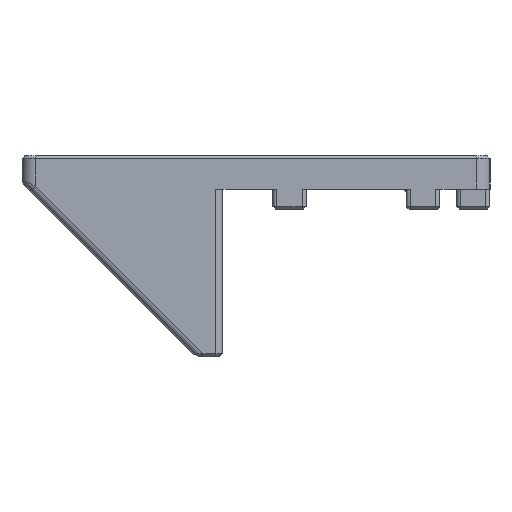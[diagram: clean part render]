
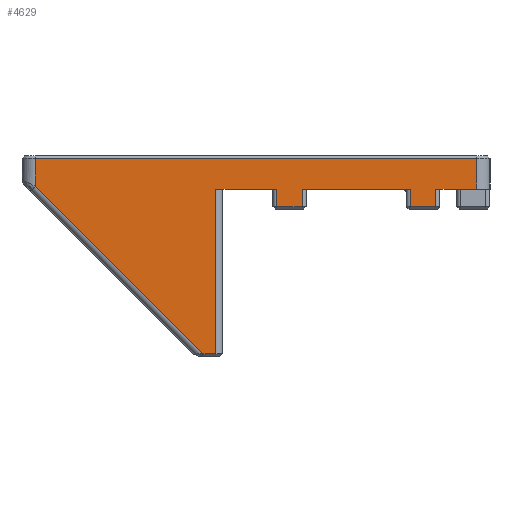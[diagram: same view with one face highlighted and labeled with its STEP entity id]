
A CAD part, left-side view. The second image highlights one B-rep face of the part: STEP entity #4629.
In plain terms, the highlighted planar face has unit normal (-1, 0, 0).
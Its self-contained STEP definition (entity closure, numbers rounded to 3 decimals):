
#15=B_SPLINE_CURVE_WITH_KNOTS('',3,(#7670,#7671,#7672,#7673),
 .UNSPECIFIED.,.F.,.F.,(4,4),(-1.571,-1.291),
 .UNSPECIFIED.);
#306=LINE('',#7623,#740);
#323=LINE('',#7662,#757);
#324=LINE('',#7666,#758);
#325=LINE('',#7668,#759);
#326=LINE('',#7675,#760);
#327=LINE('',#7677,#761);
#328=LINE('',#7679,#762);
#329=LINE('',#7681,#763);
#330=LINE('',#7683,#764);
#331=LINE('',#7685,#765);
#332=LINE('',#7687,#766);
#333=LINE('',#7689,#767);
#334=LINE('',#7691,#768);
#335=LINE('',#7693,#769);
#336=LINE('',#7694,#770);
#740=VECTOR('',#5711,10.);
#757=VECTOR('',#5744,10.);
#758=VECTOR('',#5749,10.);
#759=VECTOR('',#5750,10.);
#760=VECTOR('',#5751,10.);
#761=VECTOR('',#5752,10.);
#762=VECTOR('',#5753,10.);
#763=VECTOR('',#5754,10.);
#764=VECTOR('',#5755,10.);
#765=VECTOR('',#5756,10.);
#766=VECTOR('',#5757,10.);
#767=VECTOR('',#5758,10.);
#768=VECTOR('',#5759,10.);
#769=VECTOR('',#5760,10.);
#770=VECTOR('',#5761,10.);
#1120=PLANE('',#5004);
#1286=FACE_OUTER_BOUND('',#1589,.T.);
#1589=EDGE_LOOP('',(#3442,#3443,#3444,#3445,#3446,#3447,#3448,#3449,#3450,
#3451,#3452,#3453,#3454,#3455,#3456,#3457));
#2161=VERTEX_POINT('',#7617);
#2162=VERTEX_POINT('',#7621);
#2176=VERTEX_POINT('',#7661);
#2177=VERTEX_POINT('',#7665);
#2178=VERTEX_POINT('',#7667);
#2179=VERTEX_POINT('',#7669);
#2180=VERTEX_POINT('',#7674);
#2181=VERTEX_POINT('',#7676);
#2182=VERTEX_POINT('',#7678);
#2183=VERTEX_POINT('',#7680);
#2184=VERTEX_POINT('',#7682);
#2185=VERTEX_POINT('',#7684);
#2186=VERTEX_POINT('',#7686);
#2187=VERTEX_POINT('',#7688);
#2188=VERTEX_POINT('',#7690);
#2189=VERTEX_POINT('',#7692);
#2626=EDGE_CURVE('',#2162,#2161,#306,.T.);
#2645=EDGE_CURVE('',#2161,#2176,#323,.T.);
#2647=EDGE_CURVE('',#2177,#2162,#324,.T.);
#2648=EDGE_CURVE('',#2178,#2177,#325,.T.);
#2649=EDGE_CURVE('',#2179,#2178,#15,.T.);
#2650=EDGE_CURVE('',#2180,#2179,#326,.T.);
#2651=EDGE_CURVE('',#2181,#2180,#327,.T.);
#2652=EDGE_CURVE('',#2182,#2181,#328,.T.);
#2653=EDGE_CURVE('',#2183,#2182,#329,.T.);
#2654=EDGE_CURVE('',#2184,#2183,#330,.T.);
#2655=EDGE_CURVE('',#2185,#2184,#331,.T.);
#2656=EDGE_CURVE('',#2186,#2185,#332,.T.);
#2657=EDGE_CURVE('',#2187,#2186,#333,.T.);
#2658=EDGE_CURVE('',#2188,#2187,#334,.T.);
#2659=EDGE_CURVE('',#2189,#2188,#335,.T.);
#2660=EDGE_CURVE('',#2176,#2189,#336,.T.);
#3442=ORIENTED_EDGE('',*,*,#2626,.F.);
#3443=ORIENTED_EDGE('',*,*,#2647,.F.);
#3444=ORIENTED_EDGE('',*,*,#2648,.F.);
#3445=ORIENTED_EDGE('',*,*,#2649,.F.);
#3446=ORIENTED_EDGE('',*,*,#2650,.F.);
#3447=ORIENTED_EDGE('',*,*,#2651,.F.);
#3448=ORIENTED_EDGE('',*,*,#2652,.F.);
#3449=ORIENTED_EDGE('',*,*,#2653,.F.);
#3450=ORIENTED_EDGE('',*,*,#2654,.F.);
#3451=ORIENTED_EDGE('',*,*,#2655,.F.);
#3452=ORIENTED_EDGE('',*,*,#2656,.F.);
#3453=ORIENTED_EDGE('',*,*,#2657,.F.);
#3454=ORIENTED_EDGE('',*,*,#2658,.F.);
#3455=ORIENTED_EDGE('',*,*,#2659,.F.);
#3456=ORIENTED_EDGE('',*,*,#2660,.F.);
#3457=ORIENTED_EDGE('',*,*,#2645,.F.);
#4629=ADVANCED_FACE('',(#1286),#1120,.T.);
#5004=AXIS2_PLACEMENT_3D('',#7664,#5747,#5748);
#5711=DIRECTION('',(0.,-1.,0.));
#5744=DIRECTION('',(0.,0.,-1.));
#5747=DIRECTION('center_axis',(-1.,0.,0.));
#5748=DIRECTION('ref_axis',(0.,1.,0.));
#5749=DIRECTION('',(0.,0.,1.));
#5750=DIRECTION('',(0.,0.707,0.707));
#5751=DIRECTION('',(0.,1.,0.));
#5752=DIRECTION('',(0.,0.,-1.));
#5753=DIRECTION('',(0.,1.,0.));
#5754=DIRECTION('',(0.,0.,1.));
#5755=DIRECTION('',(0.,1.,0.));
#5756=DIRECTION('',(0.,0.,-1.));
#5757=DIRECTION('',(0.,1.,0.));
#5758=DIRECTION('',(0.,0.,1.));
#5759=DIRECTION('',(0.,1.,0.));
#5760=DIRECTION('',(0.,0.,-1.));
#5761=DIRECTION('',(0.,1.,0.));
#7617=CARTESIAN_POINT('',(-130.3,46.512,192.755));
#7621=CARTESIAN_POINT('',(-130.3,112.512,192.755));
#7623=CARTESIAN_POINT('',(-130.3,62.012,192.755));
#7661=CARTESIAN_POINT('',(-130.3,46.512,188.155));
#7662=CARTESIAN_POINT('',(-130.3,46.512,193.155));
#7664=CARTESIAN_POINT('Origin',(-130.3,44.512,193.155));
#7665=CARTESIAN_POINT('',(-130.3,112.512,188.57));
#7666=CARTESIAN_POINT('',(-130.3,112.512,193.155));
#7667=CARTESIAN_POINT('',(-130.3,87.495,163.554));
#7668=CARTESIAN_POINT('',(-130.3,97.304,173.363));
#7669=CARTESIAN_POINT('',(-130.3,87.097,163.555));
#7670=CARTESIAN_POINT('Ctrl Pts',(-130.3,87.097,163.555));
#7671=CARTESIAN_POINT('Ctrl Pts',(-130.3,87.229,163.555));
#7672=CARTESIAN_POINT('Ctrl Pts',(-130.3,87.361,163.556));
#7673=CARTESIAN_POINT('Ctrl Pts',(-130.3,87.495,163.554));
#7674=CARTESIAN_POINT('',(-130.3,85.512,163.555));
#7675=CARTESIAN_POINT('',(-130.3,72.012,163.555));
#7676=CARTESIAN_POINT('',(-130.3,85.512,188.155));
#7677=CARTESIAN_POINT('',(-130.3,85.512,193.155));
#7678=CARTESIAN_POINT('',(-130.3,76.412,188.155));
#7679=CARTESIAN_POINT('',(-130.3,84.512,188.155));
#7680=CARTESIAN_POINT('',(-130.3,76.412,185.555));
#7681=CARTESIAN_POINT('',(-130.3,76.412,190.655));
#7682=CARTESIAN_POINT('',(-130.3,72.612,185.555));
#7683=CARTESIAN_POINT('',(-130.3,59.512,185.555));
#7684=CARTESIAN_POINT('',(-130.3,72.612,188.155));
#7685=CARTESIAN_POINT('',(-130.3,72.612,190.655));
#7686=CARTESIAN_POINT('',(-130.3,56.412,188.155));
#7687=CARTESIAN_POINT('',(-130.3,84.512,188.155));
#7688=CARTESIAN_POINT('',(-130.3,56.412,185.555));
#7689=CARTESIAN_POINT('',(-130.3,56.412,190.655));
#7690=CARTESIAN_POINT('',(-130.3,52.612,185.555));
#7691=CARTESIAN_POINT('',(-130.3,49.512,185.555));
#7692=CARTESIAN_POINT('',(-130.3,52.612,188.155));
#7693=CARTESIAN_POINT('',(-130.3,52.612,190.655));
#7694=CARTESIAN_POINT('',(-130.3,84.512,188.155));
